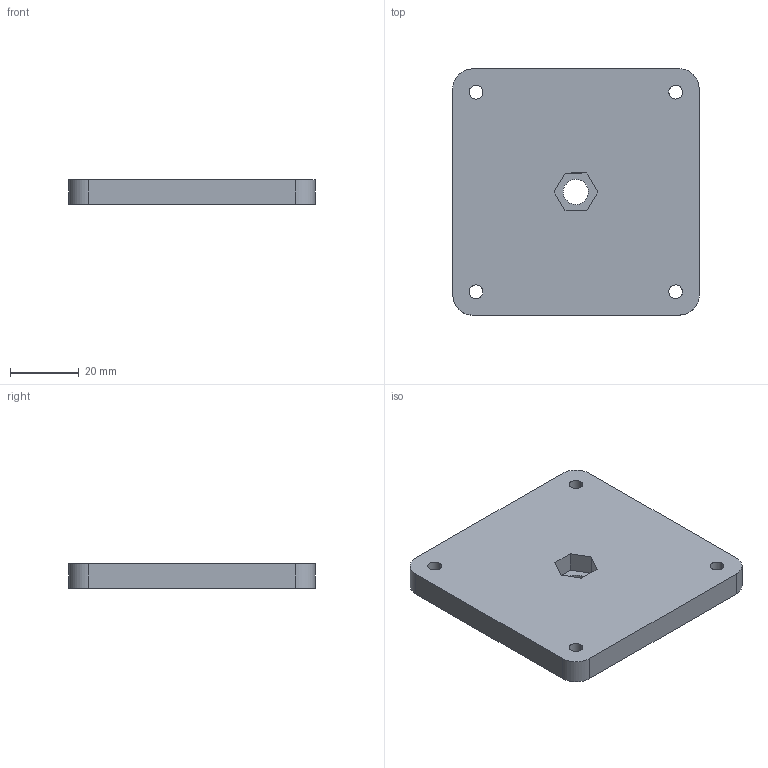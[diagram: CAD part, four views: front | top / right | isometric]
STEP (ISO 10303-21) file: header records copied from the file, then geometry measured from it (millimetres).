
FILE_DESCRIPTION(/* description */ (''),/* implementation_level */ '2;1');
FILE_NAME(/* name */ '4-base',/* time_stamp */ '2024-10-22T21:03:35+01:00',/* author */ (''),/* organization */ (''),/* preprocessor_version */ 'ST-DEVELOPER v16.5',/* originating_system */ 'Rhino 7.37',/* authorisation */ '');
FILE_SCHEMA (('CONFIG_CONTROL_DESIGN'));
Length unit declared in the file: centimetre
Products named in the file (1): Document
Bounding box: 71.5 x 71.5 x 7.14 mm (x, y, z)
Volume: 35261.6 mm3; surface area: 12566.9 mm2
Topology: 1 solids, 1 shells, 27 faces, 72 edges, 48 vertices
Faces by surface type: cylinder 14, plane 13
Entity records: 865 total; most frequent: CARTESIAN_POINT 297, ORIENTED_EDGE 144, EDGE_CURVE 72, VERTEX_POINT 48, EDGE_LOOP 38, DIRECTION 31, AXIS2_PLACEMENT_3D 29, B_SPLINE_CURVE_WITH_KNOTS 28
